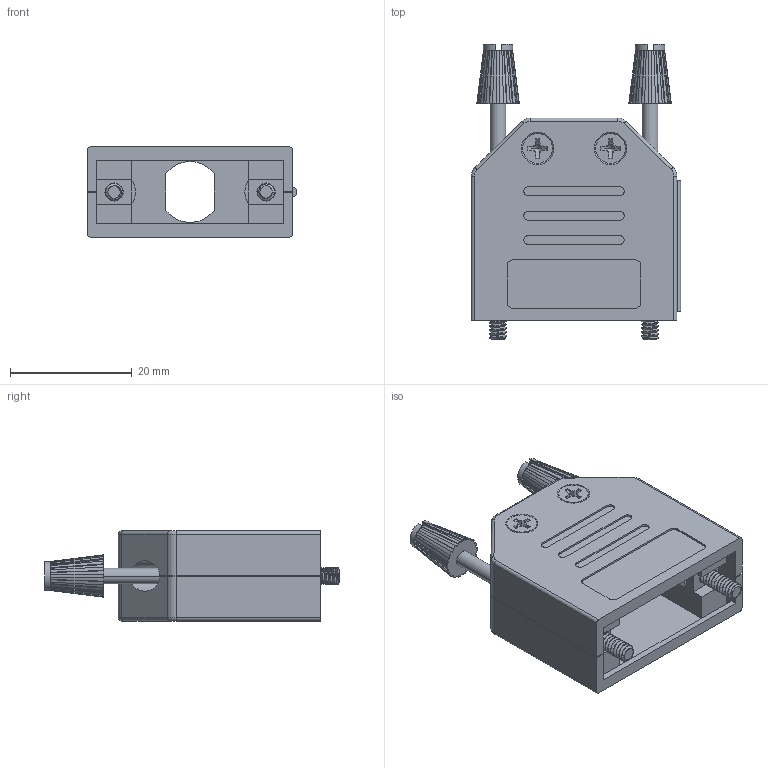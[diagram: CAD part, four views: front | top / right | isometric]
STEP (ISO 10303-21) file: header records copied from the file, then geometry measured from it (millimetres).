
FILE_DESCRIPTION (( 'STEP AP203' ), '1' );
FILE_NAME ('SD121-09.STEP', '2016-07-13T17:42:35', ( 'x' ), ( '' ), 'SwSTEP 2.0', 'SolidWorks 2014', '' );
FILE_SCHEMA (( 'CONFIG_CONTROL_DESIGN' ));
Length unit declared in the file: millimetre
Products named in the file (4): SD121-09 MOLDING; SD121-09 THUMBSCREW; SD121-XX-FLATHEAD_SCREW_90273A110; SD121-09
Assembly tree (5 placements, depth 2):
  SD121-09
    SD121-09 MOLDING
    SD121-09 THUMBSCREW  x2
    SD121-XX-FLATHEAD_SCREW_90273A110  x2
Bounding box: 34.44 x 48.5 x 14.8 mm (x, y, z)
Volume: 10599.9 mm3; surface area: 8141.3 mm2
Topology: 5 solids, 5 shells, 644 faces, 1745 edges, 1118 vertices
Faces by surface type: cylinder 263, plane 249, cone 114, bspline 10, torus 8
Entity records: 16617 total; most frequent: CARTESIAN_POINT 6326, ORIENTED_EDGE 2200, DIRECTION 1966, EDGE_CURVE 1100, VERTEX_POINT 709, AXIS2_PLACEMENT_3D 684, LINE 598, VECTOR 598
